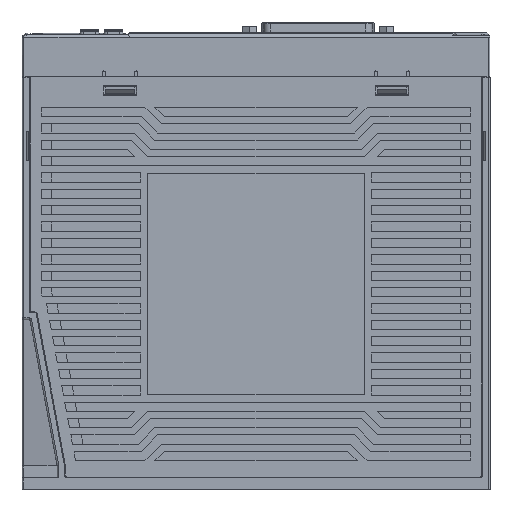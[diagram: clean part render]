
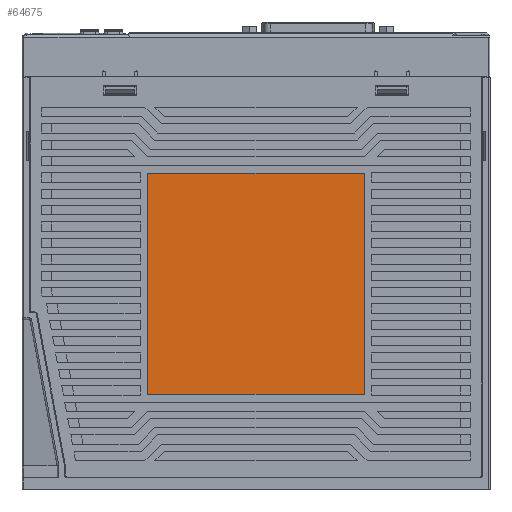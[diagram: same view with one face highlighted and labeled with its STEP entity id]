
A CAD part, front view. The second image highlights one B-rep face of the part: STEP entity #64675.
In plain terms, the highlighted planar face has unit normal (0, -1, 0).
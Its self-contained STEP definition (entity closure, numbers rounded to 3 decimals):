
#19231=DIRECTION('',(-1.,0.,0.));
#19232=VECTOR('',#19231,74.);
#19233=CARTESIAN_POINT('',(37.,-14.75,34.));
#19234=LINE('',#19233,#19232);
#19239=DIRECTION('',(0.,0.,1.));
#19240=VECTOR('',#19239,75.6);
#19241=CARTESIAN_POINT('',(37.,-14.75,-41.6));
#19242=LINE('',#19241,#19240);
#19247=DIRECTION('',(1.,0.,0.));
#19248=VECTOR('',#19247,74.);
#19249=CARTESIAN_POINT('',(-37.,-14.75,-41.6));
#19250=LINE('',#19249,#19248);
#19255=DIRECTION('',(0.,0.,-1.));
#19256=VECTOR('',#19255,75.6);
#19257=CARTESIAN_POINT('',(-37.,-14.75,34.));
#19258=LINE('',#19257,#19256);
#35872=CARTESIAN_POINT('',(37.,-14.75,34.));
#35873=VERTEX_POINT('',#35872);
#35874=CARTESIAN_POINT('',(-37.,-14.75,34.));
#35875=VERTEX_POINT('',#35874);
#35876=CARTESIAN_POINT('',(37.,-14.75,-41.6));
#35877=VERTEX_POINT('',#35876);
#35878=CARTESIAN_POINT('',(-37.,-14.75,-41.6));
#35879=VERTEX_POINT('',#35878);
#64664=CARTESIAN_POINT('',(0.,-14.75,0.));
#64665=DIRECTION('',(0.,-1.,0.));
#64666=DIRECTION('',(1.,0.,0.));
#64667=AXIS2_PLACEMENT_3D('',#64664,#64665,#64666);
#64668=PLANE('',#64667);
#64669=ORIENTED_EDGE('',*,*,#64658,.F.);
#64670=ORIENTED_EDGE('',*,*,#64616,.F.);
#64671=ORIENTED_EDGE('',*,*,#64631,.F.);
#64672=ORIENTED_EDGE('',*,*,#64645,.F.);
#64673=EDGE_LOOP('',(#64669,#64670,#64671,#64672));
#64674=FACE_OUTER_BOUND('',#64673,.F.);
#64675=ADVANCED_FACE('',(#64674),#64668,.T.);
#64616=EDGE_CURVE('',#35873,#35875,#19234,.T.);
#64631=EDGE_CURVE('',#35877,#35873,#19242,.T.);
#64645=EDGE_CURVE('',#35879,#35877,#19250,.T.);
#64658=EDGE_CURVE('',#35875,#35879,#19258,.T.);
